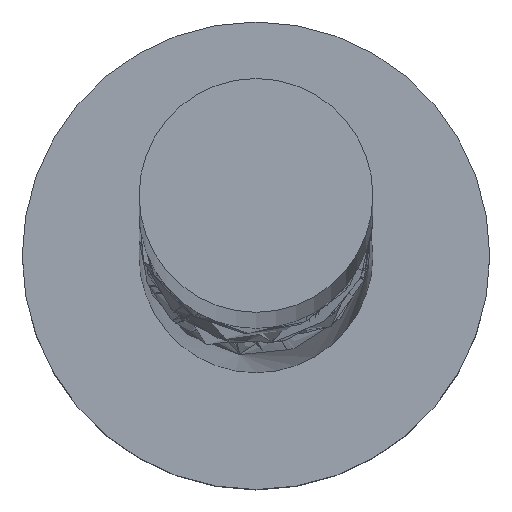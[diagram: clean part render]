
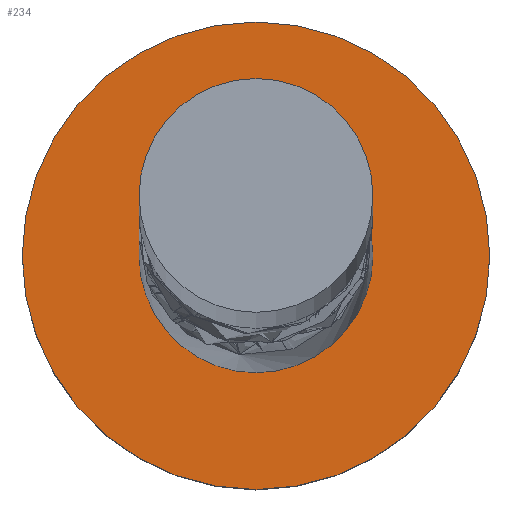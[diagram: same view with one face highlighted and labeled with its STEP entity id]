
A CAD part, top view. The second image highlights one B-rep face of the part: STEP entity #234.
In plain terms, the highlighted planar face has unit normal (0, 0, 1).
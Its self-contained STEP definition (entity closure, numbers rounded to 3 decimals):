
#14 = VERTEX_POINT ( 'NONE', #333 ) ;
#30 = CIRCLE ( 'NONE', #87, 1. ) ;
#86 = CARTESIAN_POINT ( 'NONE',  ( 0., 0., 2. ) ) ;
#87 = AXIS2_PLACEMENT_3D ( 'NONE', #1328, #1213, #351 ) ;
#179 = EDGE_CURVE ( 'NONE', #515, #620, #1484, .T. ) ;
#186 = ORIENTED_EDGE ( 'NONE', *, *, #1028, .T. ) ;
#234 = ADVANCED_FACE ( 'NONE', ( #746, #1688 ), #457, .T. ) ;
#277 = EDGE_LOOP ( 'NONE', ( #822, #987 ) ) ;
#333 = CARTESIAN_POINT ( 'NONE',  ( -2., 0., 2. ) ) ;
#351 = DIRECTION ( 'NONE',  ( 1., 0., 0. ) ) ;
#356 = AXIS2_PLACEMENT_3D ( 'NONE', #440, #1024, #879 ) ;
#440 = CARTESIAN_POINT ( 'NONE',  ( 0., 0., 2. ) ) ;
#445 = DIRECTION ( 'NONE',  ( 1., 0., 0. ) ) ;
#457 = PLANE ( 'NONE',  #356 ) ;
#515 = VERTEX_POINT ( 'NONE', #565 ) ;
#542 = CARTESIAN_POINT ( 'NONE',  ( 1., 0., 2. ) ) ;
#547 = ORIENTED_EDGE ( 'NONE', *, *, #1233, .T. ) ;
#565 = CARTESIAN_POINT ( 'NONE',  ( -1., 0., 2. ) ) ;
#599 = AXIS2_PLACEMENT_3D ( 'NONE', #86, #777, #1203 ) ;
#620 = VERTEX_POINT ( 'NONE', #542 ) ;
#706 = CARTESIAN_POINT ( 'NONE',  ( 0., 0., 2. ) ) ;
#713 = AXIS2_PLACEMENT_3D ( 'NONE', #1158, #1546, #1707 ) ;
#746 = FACE_BOUND ( 'NONE', #277, .T. ) ;
#777 = DIRECTION ( 'NONE',  ( 0., 0., 1. ) ) ;
#805 = VERTEX_POINT ( 'NONE', #864 ) ;
#822 = ORIENTED_EDGE ( 'NONE', *, *, #179, .F. ) ;
#827 = CIRCLE ( 'NONE', #1237, 2. ) ;
#839 = DIRECTION ( 'NONE',  ( 0., 0., 1. ) ) ;
#864 = CARTESIAN_POINT ( 'NONE',  ( 2., 0., 2. ) ) ;
#879 = DIRECTION ( 'NONE',  ( 1., 0., 0. ) ) ;
#885 = CIRCLE ( 'NONE', #599, 2. ) ;
#987 = ORIENTED_EDGE ( 'NONE', *, *, #1393, .F. ) ;
#1024 = DIRECTION ( 'NONE',  ( 0., 0., 1. ) ) ;
#1028 = EDGE_CURVE ( 'NONE', #14, #805, #885, .T. ) ;
#1158 = CARTESIAN_POINT ( 'NONE',  ( 0., 0., 2. ) ) ;
#1203 = DIRECTION ( 'NONE',  ( 1., 0., 0. ) ) ;
#1213 = DIRECTION ( 'NONE',  ( 0., 0., 1. ) ) ;
#1233 = EDGE_CURVE ( 'NONE', #805, #14, #827, .T. ) ;
#1237 = AXIS2_PLACEMENT_3D ( 'NONE', #706, #839, #445 ) ;
#1328 = CARTESIAN_POINT ( 'NONE',  ( 0., 0., 2. ) ) ;
#1393 = EDGE_CURVE ( 'NONE', #620, #515, #30, .T. ) ;
#1484 = CIRCLE ( 'NONE', #713, 1. ) ;
#1546 = DIRECTION ( 'NONE',  ( 0., 0., 1. ) ) ;
#1588 = EDGE_LOOP ( 'NONE', ( #186, #547 ) ) ;
#1688 = FACE_OUTER_BOUND ( 'NONE', #1588, .T. ) ;
#1707 = DIRECTION ( 'NONE',  ( 1., 0., 0. ) ) ;
